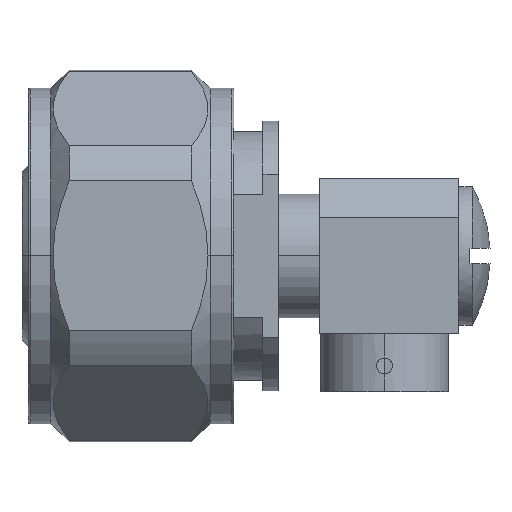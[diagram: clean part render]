
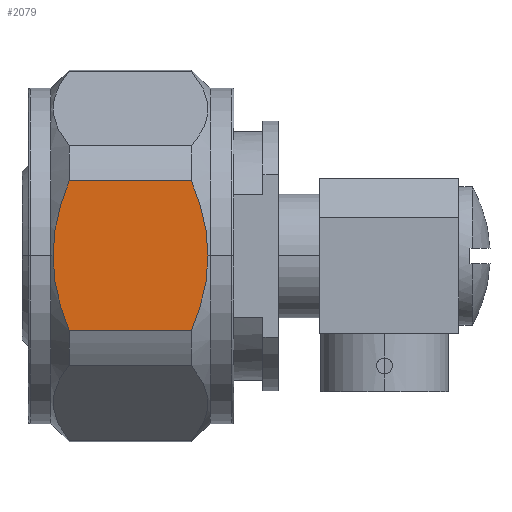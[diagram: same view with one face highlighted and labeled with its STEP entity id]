
A CAD part, top view. The second image highlights one B-rep face of the part: STEP entity #2079.
In plain terms, the highlighted planar face has unit normal (0, 0, 1).
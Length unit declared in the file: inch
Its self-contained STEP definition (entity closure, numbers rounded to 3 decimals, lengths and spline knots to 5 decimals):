
#230 = B_SPLINE_CURVE_WITH_KNOTS ( 'NONE', 3,
 ( #1906, #807, #1338, #2904, #6545, #6108, #2964, #6065, #3461, #2919 ),
 .UNSPECIFIED., .F., .F.,
 ( 4, 2, 2, 2, 4 ),
 ( 0.00913, 0.01036, 0.0116, 0.01284, 0.01407 ),
 .UNSPECIFIED. ) ;
#235 = CARTESIAN_POINT ( 'NONE',  ( -0.84435, 0., 0.43307 ) ) ;
#323 = CARTESIAN_POINT ( 'NONE',  ( -0.82532, -0.12877, 0.43307 ) ) ;
#399 = CARTESIAN_POINT ( 'NONE',  ( -0.23948, -0.19042, 0.43307 ) ) ;
#420 = CARTESIAN_POINT ( 'NONE',  ( -0.81521, 0.15988, 0.43307 ) ) ;
#429 = CARTESIAN_POINT ( 'NONE',  ( -0.45348, 0.06496, 0.43307 ) ) ;
#493 = EDGE_CURVE ( 'NONE', #5045, #2854, #4737, .T. ) ;
#631 = VERTEX_POINT ( 'NONE', #1493 ) ;
#807 = CARTESIAN_POINT ( 'NONE',  ( -0.44953, -0.01624, 0.43307 ) ) ;
#983 = ORIENTED_EDGE ( 'NONE', *, *, #1553, .F. ) ;
#1022 = EDGE_CURVE ( 'NONE', #3765, #631, #1728, .T. ) ;
#1046 = VECTOR ( 'NONE', #1442, 39.37008 ) ;
#1338 = CARTESIAN_POINT ( 'NONE',  ( -0.4505, -0.03263, 0.43307 ) ) ;
#1389 = ORIENTED_EDGE ( 'NONE', *, *, #493, .F. ) ;
#1442 = DIRECTION ( 'NONE',  ( -1., 0., 0. ) ) ;
#1492 = CARTESIAN_POINT ( 'NONE',  ( -0.82537, 0.12863, 0.43307 ) ) ;
#1493 = CARTESIAN_POINT ( 'NONE',  ( -0.80319, 0.19042, 0.43307 ) ) ;
#1516 = CARTESIAN_POINT ( 'NONE',  ( -0.46913, 0.12885, 0.43307 ) ) ;
#1553 = EDGE_CURVE ( 'NONE', #4268, #5045, #230, .T. ) ;
#1728 = B_SPLINE_CURVE_WITH_KNOTS ( 'NONE', 3,
 ( #6199, #1981, #4646, #3571, #1492, #420, #3084, #2052 ),
 .UNSPECIFIED., .F., .F.,
 ( 4, 2, 2, 4 ),
 ( 0.0143, 0.01677, 0.01801, 0.01924 ),
 .UNSPECIFIED. ) ;
#1735 = DIRECTION ( 'NONE',  ( 0., 0., 1. ) ) ;
#1768 = ORIENTED_EDGE ( 'NONE', *, *, #4317, .F. ) ;
#1794 = AXIS2_PLACEMENT_3D ( 'NONE', #4335, #1735, #5851 ) ;
#1906 = CARTESIAN_POINT ( 'NONE',  ( -0.44953, 0., 0.43307 ) ) ;
#1911 = CARTESIAN_POINT ( 'NONE',  ( -0.80319, -0.19042, 0.43307 ) ) ;
#1954 = CARTESIAN_POINT ( 'NONE',  ( -0.81523, -0.15982, 0.43307 ) ) ;
#1981 = CARTESIAN_POINT ( 'NONE',  ( -0.84435, 0.03295, 0.43307 ) ) ;
#2052 = CARTESIAN_POINT ( 'NONE',  ( -0.80319, 0.19042, 0.43307 ) ) ;
#2079 = ADVANCED_FACE ( 'NONE', ( #6213 ), #4794, .T. ) ;
#2283 = VERTEX_POINT ( 'NONE', #6195 ) ;
#2423 = CARTESIAN_POINT ( 'NONE',  ( -0.84337, -0.03298, 0.43307 ) ) ;
#2854 = VERTEX_POINT ( 'NONE', #3398 ) ;
#2886 = VECTOR ( 'NONE', #4431, 39.37008 ) ;
#2904 = CARTESIAN_POINT ( 'NONE',  ( -0.4544, -0.06534, 0.43307 ) ) ;
#2919 = CARTESIAN_POINT ( 'NONE',  ( -0.49189, -0.19042, 0.43307 ) ) ;
#2964 = CARTESIAN_POINT ( 'NONE',  ( -0.46916, -0.12893, 0.43307 ) ) ;
#3007 = CARTESIAN_POINT ( 'NONE',  ( -0.83683, -0.08141, 0.43307 ) ) ;
#3046 = EDGE_CURVE ( 'NONE', #2283, #4268, #3986, .T. ) ;
#3084 = CARTESIAN_POINT ( 'NONE',  ( -0.80944, 0.17533, 0.43307 ) ) ;
#3389 = CARTESIAN_POINT ( 'NONE',  ( -0.23948, 0.19042, 0.43307 ) ) ;
#3398 = CARTESIAN_POINT ( 'NONE',  ( -0.80319, -0.19042, 0.43307 ) ) ;
#3443 = ORIENTED_EDGE ( 'NONE', *, *, #3046, .F. ) ;
#3461 = CARTESIAN_POINT ( 'NONE',  ( -0.48546, -0.17533, 0.43307 ) ) ;
#3480 = CARTESIAN_POINT ( 'NONE',  ( -0.44953, 0., 0.43307 ) ) ;
#3522 = CARTESIAN_POINT ( 'NONE',  ( -0.84435, -0.01647, 0.43307 ) ) ;
#3571 = CARTESIAN_POINT ( 'NONE',  ( -0.82974, 0.11288, 0.43307 ) ) ;
#3581 = CARTESIAN_POINT ( 'NONE',  ( -0.48548, 0.17538, 0.43307 ) ) ;
#3615 = EDGE_LOOP ( 'NONE', ( #1389, #983, #3443, #4659, #6786, #1768 ) ) ;
#3652 = CARTESIAN_POINT ( 'NONE',  ( -0.44953, 0.03267, 0.43307 ) ) ;
#3765 = VERTEX_POINT ( 'NONE', #235 ) ;
#3986 = B_SPLINE_CURVE_WITH_KNOTS ( 'NONE', 3,
 ( #4154, #3581, #6185, #1516, #6783, #429, #3652, #4618 ),
 .UNSPECIFIED., .F., .F.,
 ( 4, 2, 2, 4 ),
 ( 0.00415, 0.00539, 0.00664, 0.00913 ),
 .UNSPECIFIED. ) ;
#3990 = CARTESIAN_POINT ( 'NONE',  ( -0.84435, 0., 0.43307 ) ) ;
#4154 = CARTESIAN_POINT ( 'NONE',  ( -0.49189, 0.19042, 0.43307 ) ) ;
#4268 = VERTEX_POINT ( 'NONE', #3480 ) ;
#4317 = EDGE_CURVE ( 'NONE', #2854, #3765, #5271, .T. ) ;
#4335 = CARTESIAN_POINT ( 'NONE',  ( -1.11395, 0.25003, 0.43307 ) ) ;
#4431 = DIRECTION ( 'NONE',  ( 1., 0., 0. ) ) ;
#4538 = CARTESIAN_POINT ( 'NONE',  ( -0.80947, -0.17526, 0.43307 ) ) ;
#4618 = CARTESIAN_POINT ( 'NONE',  ( -0.44953, 0., 0.43307 ) ) ;
#4646 = CARTESIAN_POINT ( 'NONE',  ( -0.84045, 0.06525, 0.43307 ) ) ;
#4659 = ORIENTED_EDGE ( 'NONE', *, *, #5206, .F. ) ;
#4737 = LINE ( 'NONE', #399, #1046 ) ;
#4794 = PLANE ( 'NONE',  #1794 ) ;
#5045 = VERTEX_POINT ( 'NONE', #5763 ) ;
#5186 = LINE ( 'NONE', #3389, #2886 ) ;
#5206 = EDGE_CURVE ( 'NONE', #631, #2283, #5186, .T. ) ;
#5271 = B_SPLINE_CURVE_WITH_KNOTS ( 'NONE', 3,
 ( #1911, #4538, #1954, #323, #6662, #3007, #6680, #2423, #3522, #3990 ),
 .UNSPECIFIED., .F., .F.,
 ( 4, 2, 2, 2, 4 ),
 ( 0.00937, 0.0106, 0.01184, 0.01307, 0.0143 ),
 .UNSPECIFIED. ) ;
#5763 = CARTESIAN_POINT ( 'NONE',  ( -0.49189, -0.19042, 0.43307 ) ) ;
#5851 = DIRECTION ( 'NONE',  ( 0., -1., 0. ) ) ;
#6065 = CARTESIAN_POINT ( 'NONE',  ( -0.47955, -0.15995, 0.43307 ) ) ;
#6108 = CARTESIAN_POINT ( 'NONE',  ( -0.46466, -0.11325, 0.43307 ) ) ;
#6185 = CARTESIAN_POINT ( 'NONE',  ( -0.47959, 0.16008, 0.43307 ) ) ;
#6195 = CARTESIAN_POINT ( 'NONE',  ( -0.49189, 0.19042, 0.43307 ) ) ;
#6199 = CARTESIAN_POINT ( 'NONE',  ( -0.84435, 0., 0.43307 ) ) ;
#6213 = FACE_OUTER_BOUND ( 'NONE', #3615, .T. ) ;
#6545 = CARTESIAN_POINT ( 'NONE',  ( -0.45727, -0.08145, 0.43307 ) ) ;
#6662 = CARTESIAN_POINT ( 'NONE',  ( -0.82968, -0.1131, 0.43307 ) ) ;
#6680 = CARTESIAN_POINT ( 'NONE',  ( -0.8396, -0.06539, 0.43307 ) ) ;
#6783 = CARTESIAN_POINT ( 'NONE',  ( -0.46456, 0.11288, 0.43307 ) ) ;
#6786 = ORIENTED_EDGE ( 'NONE', *, *, #1022, .F. ) ;
